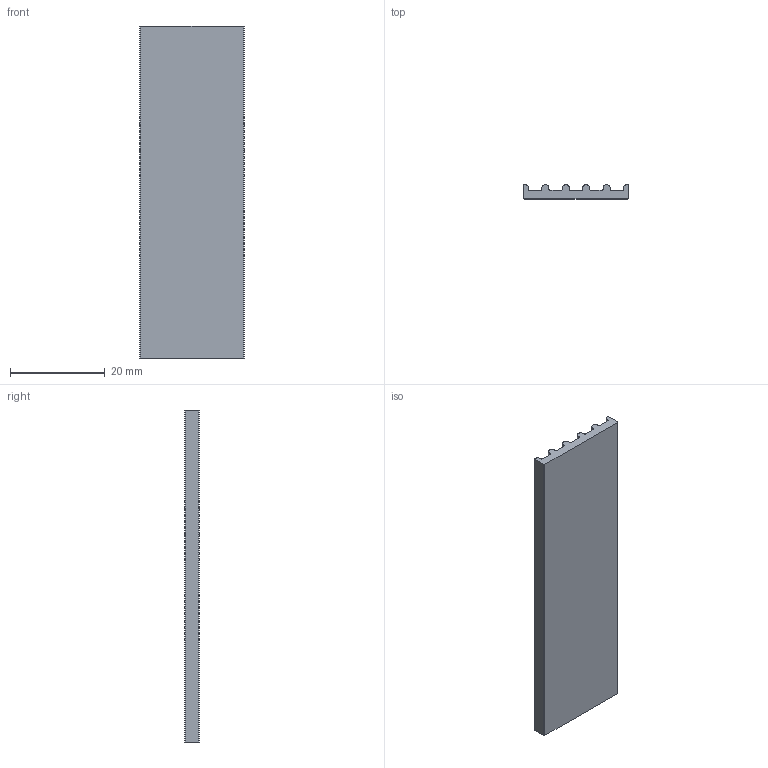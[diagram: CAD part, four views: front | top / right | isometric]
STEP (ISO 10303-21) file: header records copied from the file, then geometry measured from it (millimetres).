
FILE_DESCRIPTION(/* description */ (''),/* implementation_level */ '2;1');
FILE_NAME(/* name */ 'M2_Heatsink_70x22x3.step',/* time_stamp */ '2022-05-27T00:36:42+02:00',/* author */ (''),/* organization */ (''),/* preprocessor_version */ 'ST-DEVELOPER v19',/* originating_system */ 'Autodesk Translation Framework v11.7.0.108',/* authorisation */ '');
FILE_SCHEMA (('AUTOMOTIVE_DESIGN { 1 0 10303 214 3 1 1 }'));
Length unit declared in the file: millimetre
Products named in the file (2): M2_Heatsink_70x22x3; Komponente2
Assembly tree (1 placements, depth 2):
  M2_Heatsink_70x22x3
    Komponente2
Bounding box: 22 x 3 x 70 mm (x, y, z)
Volume: 3363.8 mm3; surface area: 4133.3 mm2
Topology: 1 solids, 1 shells, 38 faces, 108 edges, 72 vertices
Faces by surface type: plane 20, cylinder 18
Entity records: 1308 total; most frequent: DIRECTION 226, CARTESIAN_POINT 221, ORIENTED_EDGE 216, EDGE_CURVE 108, AXIS2_PLACEMENT_3D 77, LINE 72, VECTOR 72, VERTEX_POINT 72
